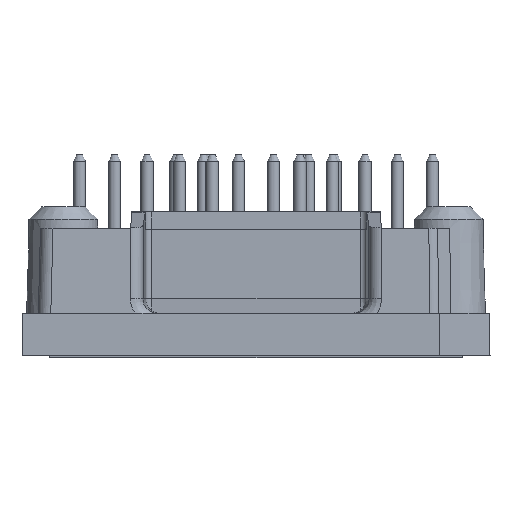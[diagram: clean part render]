
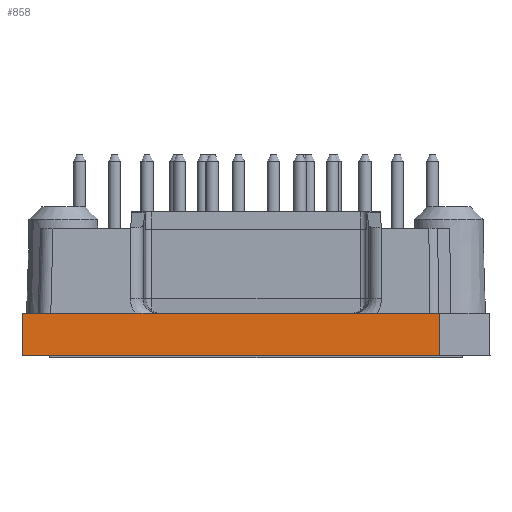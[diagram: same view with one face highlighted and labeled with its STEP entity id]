
A CAD part, left-side view. The second image highlights one B-rep face of the part: STEP entity #858.
In plain terms, the highlighted planar face has unit normal (-1, 0, 0.018).
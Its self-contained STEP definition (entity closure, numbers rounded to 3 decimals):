
#858 = ADVANCED_FACE( '', ( #1951 ), #1952, .T. );
#1951 = FACE_OUTER_BOUND( '', #3347, .T. );
#1952 = PLANE( '', #3348 );
#3347 = EDGE_LOOP( '', ( #5663, #5664, #5665, #5666 ) );
#3348 = AXIS2_PLACEMENT_3D( '', #5667, #5668, #5669 );
#5663 = ORIENTED_EDGE( '', *, *, #6510, .T. );
#5664 = ORIENTED_EDGE( '', *, *, #6451, .F. );
#5665 = ORIENTED_EDGE( '', *, *, #7122, .T. );
#5666 = ORIENTED_EDGE( '', *, *, #6369, .T. );
#5667 = CARTESIAN_POINT( '', ( -43.5, 0.25, 5. ) );
#5668 = DIRECTION( '', ( -1., 0., 0.017 ) );
#5669 = DIRECTION( '', ( 0.017, 0., 1. ) );
#6369 = EDGE_CURVE( '', #7367, #7368, #7369, .F. );
#6451 = EDGE_CURVE( '', #7514, #7516, #7517, .F. );
#6510 = EDGE_CURVE( '', #7368, #7516, #7622, .F. );
#7122 = EDGE_CURVE( '', #7514, #7367, #8539, .T. );
#7367 = VERTEX_POINT( '', #8825 );
#7368 = VERTEX_POINT( '', #8826 );
#7369 = LINE( '', #8827, #8828 );
#7514 = VERTEX_POINT( '', #9021 );
#7516 = VERTEX_POINT( '', #9024 );
#7517 = LINE( '', #9025, #9026 );
#7622 = LINE( '', #9289, #9290 );
#8539 = LINE( '', #10436, #10437 );
#8825 = CARTESIAN_POINT( '', ( -43.5, 18.95, 5. ) );
#8826 = CARTESIAN_POINT( '', ( -43.5, -14.45, 5. ) );
#8827 = CARTESIAN_POINT( '', ( -43.5, 0.25, 5. ) );
#8828 = VECTOR( '', #10714, 1000. );
#9021 = CARTESIAN_POINT( '', ( -43.441, 18.891, 8.4 ) );
#9024 = CARTESIAN_POINT( '', ( -43.441, -14.425, 8.4 ) );
#9025 = CARTESIAN_POINT( '', ( -43.441, 0.25, 8.4 ) );
#9026 = VECTOR( '', #10824, 1000. );
#9289 = CARTESIAN_POINT( '', ( -43.498, -14.449, 5.134 ) );
#9290 = VECTOR( '', #10901, 1000. );
#10436 = CARTESIAN_POINT( '', ( -43.494, 18.944, 5.326 ) );
#10437 = VECTOR( '', #11746, 1000. );
#10714 = DIRECTION( '', ( 0., 1., 0. ) );
#10824 = DIRECTION( '', ( 0., 1., 0. ) );
#10901 = DIRECTION( '', ( -0.017, -0.007, -1. ) );
#11746 = DIRECTION( '', ( -0.017, 0.017, -1. ) );
